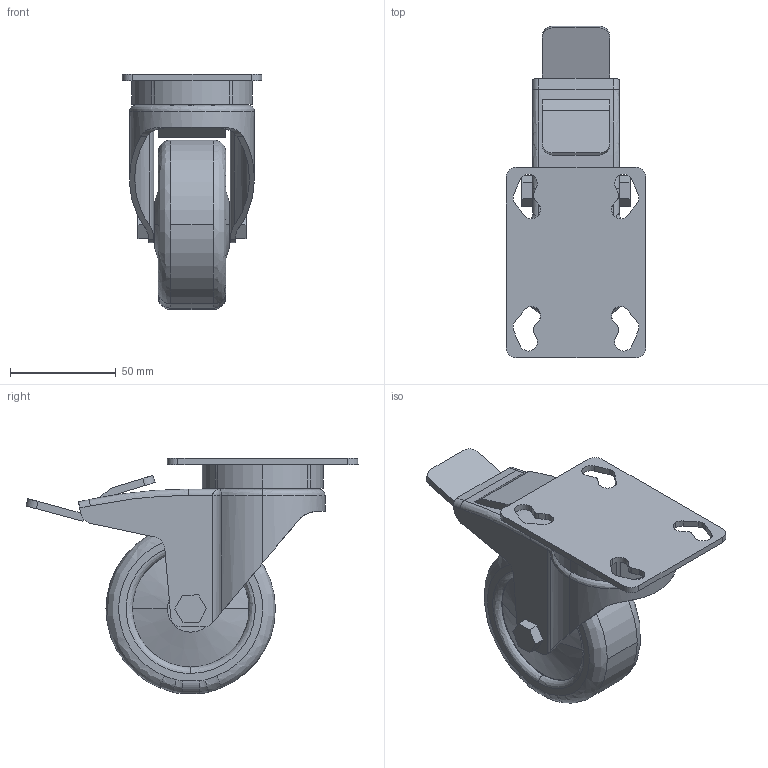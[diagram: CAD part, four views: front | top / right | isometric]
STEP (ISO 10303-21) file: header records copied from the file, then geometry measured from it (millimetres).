
FILE_DESCRIPTION (( 'STEP AP214' ), '1' );
FILE_NAME ('7420033', '2019-02-04T12:26:05', ( '' ), ('JUGARD+KÜNSTNER GmbH'), 'SwSTEP 2.0', 'SolidWorks 2017', '' );
FILE_SCHEMA (( 'AUTOMOTIVE_DESIGN' ));
Length unit declared in the file: millimetre
Products named in the file (1): 7420033_CNAJF00
Bounding box: 66 x 156.76 x 111 mm (x, y, z)
Volume: 206279.6 mm3; surface area: 62967.7 mm2
Topology: 1 solids, 1 shells, 197 faces, 528 edges, 338 vertices
Faces by surface type: cylinder 86, plane 75, bspline 32, cone 4
Entity records: 9742 total; most frequent: CARTESIAN_POINT 2706, ORIENTED_EDGE 1048, DIRECTION 990, EDGE_CURVE 524, AXIS2_PLACEMENT_3D 362, VERTEX_POINT 338, LINE 266, VECTOR 266
